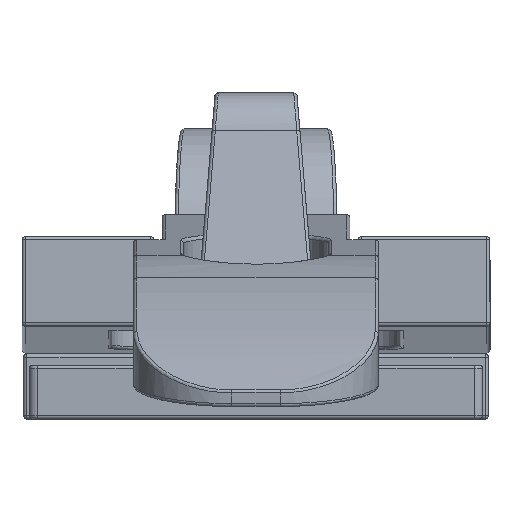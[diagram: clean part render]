
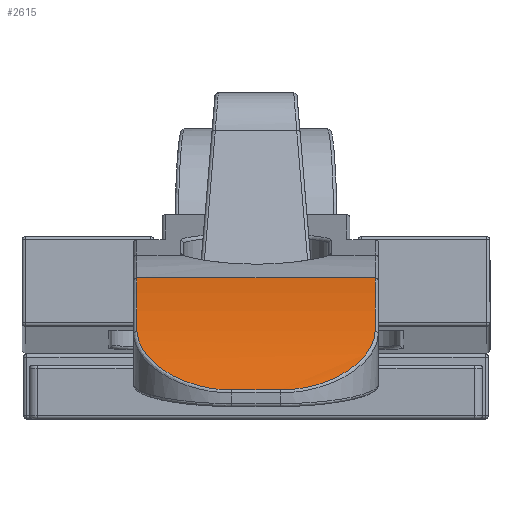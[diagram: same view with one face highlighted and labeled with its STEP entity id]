
A CAD part, front view. The second image highlights one B-rep face of the part: STEP entity #2615.
In plain terms, the highlighted cylindrical face has radius 45 mm (diameter 90 mm), a partial arc.
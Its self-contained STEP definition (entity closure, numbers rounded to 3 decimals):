
#2552 = VERTEX_POINT ( 'NONE', #9038 ) ;
#2554 = ORIENTED_EDGE ( 'NONE', *, *, #2598, .T. ) ;
#2594 = VERTEX_POINT ( 'NONE', #9246 ) ;
#2596 = ORIENTED_EDGE ( 'NONE', *, *, #2597, .T. ) ;
#2597 = EDGE_CURVE ( 'NONE', #2617, #2594, #9231, .T. ) ;
#2598 = EDGE_CURVE ( 'NONE', #2601, #2552, #9247, .T. ) ;
#2599 = EDGE_CURVE ( 'NONE', #2594, #2610, #9235, .T. ) ;
#2601 = VERTEX_POINT ( 'NONE', #9230 ) ;
#2602 = ORIENTED_EDGE ( 'NONE', *, *, #2599, .T. ) ;
#2605 = ORIENTED_EDGE ( 'NONE', *, *, #2606, .T. ) ;
#2606 = EDGE_CURVE ( 'NONE', #2610, #2601, #9291, .T. ) ;
#2607 = EDGE_CURVE ( 'NONE', #2616, #2617, #9369, .T. ) ;
#2610 = VERTEX_POINT ( 'NONE', #9374 ) ;
#2613 = EDGE_LOOP ( 'NONE', ( #2619, #2618, #2596, #2602, #2605, #2554 ) ) ;
#2614 = EDGE_CURVE ( 'NONE', #2552, #2616, #9347, .T. ) ;
#2615 = ADVANCED_FACE ( 'NONE', ( #9378 ), #9365, .T. ) ;
#2616 = VERTEX_POINT ( 'NONE', #9344 ) ;
#2617 = VERTEX_POINT ( 'NONE', #9363 ) ;
#2618 = ORIENTED_EDGE ( 'NONE', *, *, #2607, .T. ) ;
#2619 = ORIENTED_EDGE ( 'NONE', *, *, #2614, .T. ) ;
#8375 = CARTESIAN_POINT ( 'NONE',  ( 5.16, -24.116, -1.914 ) ) ;
#8390 = CARTESIAN_POINT ( 'NONE',  ( 4.695, -24.446, -2.108 ) ) ;
#8391 = CARTESIAN_POINT ( 'NONE',  ( 4.533, -24.55, -2.169 ) ) ;
#8767 = CARTESIAN_POINT ( 'NONE',  ( 6.585, -22.406, -0.972 ) ) ;
#8821 = CARTESIAN_POINT ( 'NONE',  ( 7.127, -21.039, -0.287 ) ) ;
#8822 = CARTESIAN_POINT ( 'NONE',  ( 7.025, -21.392, -0.458 ) ) ;
#8834 = CARTESIAN_POINT ( 'NONE',  ( 6.752, -22.079, -0.803 ) ) ;
#8837 = CARTESIAN_POINT ( 'NONE',  ( 5.444, -23.869, -1.771 ) ) ;
#8846 = CARTESIAN_POINT ( 'NONE',  ( 5.963, -23.321, -1.464 ) ) ;
#8851 = CARTESIAN_POINT ( 'NONE',  ( 6.191, -23.026, -1.302 ) ) ;
#9038 = CARTESIAN_POINT ( 'NONE',  ( 7.3, -11.799, 2.964 ) ) ;
#9207 = CARTESIAN_POINT ( 'NONE',  ( -5.161, -24.115, -1.914 ) ) ;
#9208 = CARTESIAN_POINT ( 'NONE',  ( -5.446, -23.867, -1.77 ) ) ;
#9210 = CARTESIAN_POINT ( 'NONE',  ( -5.961, -23.323, -1.465 ) ) ;
#9212 = CARTESIAN_POINT ( 'NONE',  ( -6.192, -23.025, -1.302 ) ) ;
#9213 = CARTESIAN_POINT ( 'NONE',  ( -6.586, -22.404, -0.971 ) ) ;
#9215 = CARTESIAN_POINT ( 'NONE',  ( -6.753, -22.078, -0.802 ) ) ;
#9217 = CARTESIAN_POINT ( 'NONE',  ( -7.024, -21.394, -0.459 ) ) ;
#9219 = CARTESIAN_POINT ( 'NONE',  ( -7.127, -21.039, -0.287 ) ) ;
#9221 = CARTESIAN_POINT ( 'NONE',  ( -7.265, -20.32, 0.051 ) ) ;
#9223 = DIRECTION ( 'NONE',  ( -1., 0., 0. ) ) ;
#9225 = CARTESIAN_POINT ( 'NONE',  ( 7.3, -1.566, -40.857 ) ) ;
#9228 = CARTESIAN_POINT ( 'NONE',  ( -7.3, -19.954, 0.217 ) ) ;
#9229 = CARTESIAN_POINT ( 'NONE',  ( -7.3, -19.58, 0.38 ) ) ;
#9230 = CARTESIAN_POINT ( 'NONE',  ( 7.3, -19.58, 0.38 ) ) ;
#9231 = B_SPLINE_CURVE_WITH_KNOTS ( 'NONE', 3,
 ( #9229, #9228, #9221, #9219, #9217, #9215, #9213, #9212, #9210, #9208, #9207, #9334, #9333, #9332, #9331, #9330, #9329, #9327 ),
 .UNSPECIFIED., .F., .F.,
 ( 4, 2, 2, 2, 2, 2, 2, 2, 4 ),
 ( 0., 0.001, 0.002, 0.004, 0.005, 0.006, 0.007, 0.008, 0.01 ),
 .UNSPECIFIED. ) ;
#9235 = LINE ( 'NONE', #9318, #9317 ) ;
#9246 = CARTESIAN_POINT ( 'NONE',  ( -1.5, -25.406, -2.691 ) ) ;
#9247 = CIRCLE ( 'NONE', #9251, 45. ) ;
#9251 = AXIS2_PLACEMENT_3D ( 'NONE', #9225, #9223, #9325 ) ;
#9260 = CARTESIAN_POINT ( 'NONE',  ( 2.32, -25.361, -2.663 ) ) ;
#9261 = CARTESIAN_POINT ( 'NONE',  ( 1.91, -25.406, -2.691 ) ) ;
#9263 = CARTESIAN_POINT ( 'NONE',  ( 1.5, -25.406, -2.691 ) ) ;
#9281 = CARTESIAN_POINT ( 'NONE',  ( 4.196, -24.742, -2.284 ) ) ;
#9282 = CARTESIAN_POINT ( 'NONE',  ( 4.019, -24.832, -2.338 ) ) ;
#9284 = CARTESIAN_POINT ( 'NONE',  ( 3.477, -25.071, -2.484 ) ) ;
#9286 = CARTESIAN_POINT ( 'NONE',  ( 3.101, -25.194, -2.559 ) ) ;
#9291 = B_SPLINE_CURVE_WITH_KNOTS ( 'NONE', 3,
 ( #9263, #9261, #9260, #9286, #9284, #9282, #9281, #8391, #8390, #8375, #8837, #8846, #8851, #8767, #8834, #8822, #8821, #13475, #13473, #9386 ),
 .UNSPECIFIED., .F., .F.,
 ( 4, 2, 2, 2, 2, 2, 2, 2, 2, 4 ),
 ( 0., 0.001, 0.002, 0.003, 0.004, 0.005, 0.006, 0.007, 0.009, 0.01 ),
 .UNSPECIFIED. ) ;
#9315 = DIRECTION ( 'NONE',  ( 1., 0., 0. ) ) ;
#9317 = VECTOR ( 'NONE', #9315, 1000. ) ;
#9318 = CARTESIAN_POINT ( 'NONE',  ( -7.5, -25.406, -2.691 ) ) ;
#9325 = DIRECTION ( 'NONE',  ( 0., 0., 1. ) ) ;
#9327 = CARTESIAN_POINT ( 'NONE',  ( -1.5, -25.406, -2.691 ) ) ;
#9329 = CARTESIAN_POINT ( 'NONE',  ( -1.909, -25.406, -2.691 ) ) ;
#9330 = CARTESIAN_POINT ( 'NONE',  ( -2.309, -25.363, -2.664 ) ) ;
#9331 = CARTESIAN_POINT ( 'NONE',  ( -3.092, -25.197, -2.561 ) ) ;
#9332 = CARTESIAN_POINT ( 'NONE',  ( -3.477, -25.071, -2.484 ) ) ;
#9333 = CARTESIAN_POINT ( 'NONE',  ( -4.194, -24.754, -2.291 ) ) ;
#9334 = CARTESIAN_POINT ( 'NONE',  ( -4.533, -24.561, -2.175 ) ) ;
#9344 = CARTESIAN_POINT ( 'NONE',  ( -7.3, -11.799, 2.964 ) ) ;
#9345 = CARTESIAN_POINT ( 'NONE',  ( -7.5, -11.799, 2.964 ) ) ;
#9347 = LINE ( 'NONE', #9345, #9437 ) ;
#9363 = CARTESIAN_POINT ( 'NONE',  ( -7.3, -19.58, 0.38 ) ) ;
#9365 = CYLINDRICAL_SURFACE ( 'NONE', #9375, 45. ) ;
#9366 = DIRECTION ( 'NONE',  ( 0., 0., -1. ) ) ;
#9367 = DIRECTION ( 'NONE',  ( 1., 0., 0. ) ) ;
#9368 = AXIS2_PLACEMENT_3D ( 'NONE', #9381, #9367, #9366 ) ;
#9369 = CIRCLE ( 'NONE', #9368, 45. ) ;
#9374 = CARTESIAN_POINT ( 'NONE',  ( 1.5, -25.406, -2.691 ) ) ;
#9375 = AXIS2_PLACEMENT_3D ( 'NONE', #9435, #9432, #9424 ) ;
#9378 = FACE_OUTER_BOUND ( 'NONE', #2613, .T. ) ;
#9381 = CARTESIAN_POINT ( 'NONE',  ( -7.3, -1.566, -40.857 ) ) ;
#9386 = CARTESIAN_POINT ( 'NONE',  ( 7.3, -19.58, 0.38 ) ) ;
#9424 = DIRECTION ( 'NONE',  ( 0., 0., -1. ) ) ;
#9432 = DIRECTION ( 'NONE',  ( 1., 0., 0. ) ) ;
#9435 = CARTESIAN_POINT ( 'NONE',  ( -7.5, -1.566, -40.857 ) ) ;
#9436 = DIRECTION ( 'NONE',  ( -1., 0., 0. ) ) ;
#9437 = VECTOR ( 'NONE', #9436, 1000. ) ;
#13473 = CARTESIAN_POINT ( 'NONE',  ( 7.3, -19.954, 0.216 ) ) ;
#13475 = CARTESIAN_POINT ( 'NONE',  ( 7.264, -20.321, 0.05 ) ) ;
